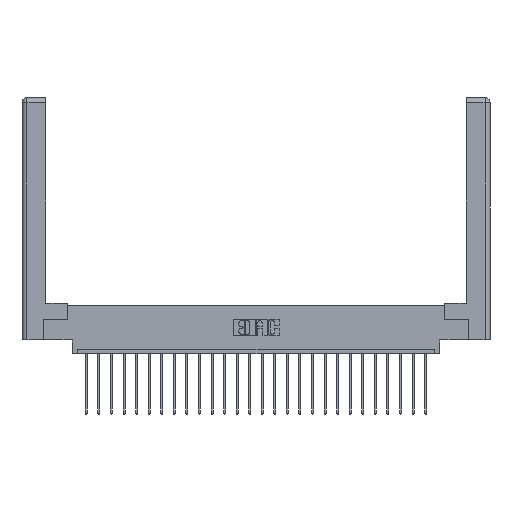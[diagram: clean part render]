
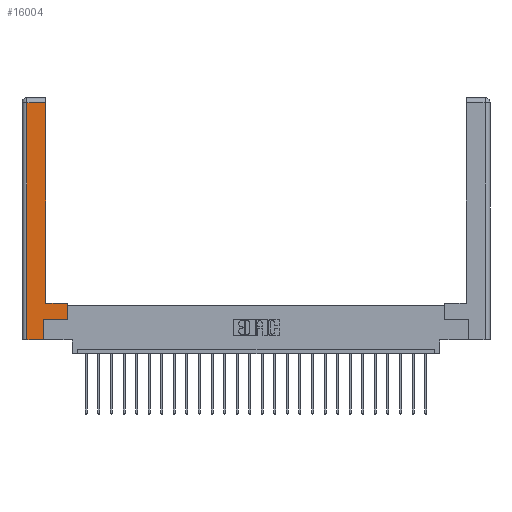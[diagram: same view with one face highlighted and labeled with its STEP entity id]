
A CAD part, top view. The second image highlights one B-rep face of the part: STEP entity #16004.
In plain terms, the highlighted planar face has unit normal (0, 0, 1).
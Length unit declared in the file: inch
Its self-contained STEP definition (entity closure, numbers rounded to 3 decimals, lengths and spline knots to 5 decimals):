
#66 = ORIENTED_EDGE ( 'NONE', *, *, #25347, .T. ) ;
#310 = LINE ( 'NONE', #19597, #7425 ) ;
#572 = DIRECTION ( 'NONE',  ( 0., 1., 0. ) ) ;
#1623 = VECTOR ( 'NONE', #572, 39.37008 ) ;
#1677 = LINE ( 'NONE', #23123, #10244 ) ;
#2128 = LINE ( 'NONE', #17117, #6726 ) ;
#2246 = VECTOR ( 'NONE', #17980, 39.37008 ) ;
#2837 = CARTESIAN_POINT ( 'NONE',  ( 0.295, 0.45, 0. ) ) ;
#4304 = CARTESIAN_POINT ( 'NONE',  ( 0., 0., 0. ) ) ;
#4731 = CARTESIAN_POINT ( 'NONE',  ( 0.295, 3., 0. ) ) ;
#4923 = CARTESIAN_POINT ( 'NONE',  ( 0.295, 0.45, 0. ) ) ;
#5536 = VERTEX_POINT ( 'NONE', #24366 ) ;
#5601 = CARTESIAN_POINT ( 'NONE',  ( 0.265, 0., 0. ) ) ;
#6269 = VECTOR ( 'NONE', #11845, 39.37008 ) ;
#6726 = VECTOR ( 'NONE', #25102, 39.37008 ) ;
#6880 = VECTOR ( 'NONE', #12635, 39.37008 ) ;
#6991 = ORIENTED_EDGE ( 'NONE', *, *, #22997, .T. ) ;
#7139 = LINE ( 'NONE', #4731, #1623 ) ;
#7408 = VERTEX_POINT ( 'NONE', #18330 ) ;
#7425 = VECTOR ( 'NONE', #21412, 39.37008 ) ;
#7731 = EDGE_CURVE ( 'NONE', #12743, #25389, #2128, .T. ) ;
#7819 = LINE ( 'NONE', #4923, #6880 ) ;
#7876 = AXIS2_PLACEMENT_3D ( 'NONE', #4304, #10079, #12103 ) ;
#9157 = DIRECTION ( 'NONE',  ( 0., 1., 0. ) ) ;
#9264 = VERTEX_POINT ( 'NONE', #2837 ) ;
#10073 = VERTEX_POINT ( 'NONE', #20045 ) ;
#10079 = DIRECTION ( 'NONE',  ( 0., 0., -1. ) ) ;
#10244 = VECTOR ( 'NONE', #11354, 39.37008 ) ;
#10450 = LINE ( 'NONE', #20915, #23667 ) ;
#10565 = CARTESIAN_POINT ( 'NONE',  ( 0.295, 2.94, 0. ) ) ;
#10755 = CARTESIAN_POINT ( 'NONE',  ( 0.0615, 2.94, 0. ) ) ;
#10758 = ORIENTED_EDGE ( 'NONE', *, *, #7731, .T. ) ;
#11354 = DIRECTION ( 'NONE',  ( 0., 1., 0. ) ) ;
#11845 = DIRECTION ( 'NONE',  ( 1., 0., 0. ) ) ;
#12103 = DIRECTION ( 'NONE',  ( -1., 0., 0. ) ) ;
#12635 = DIRECTION ( 'NONE',  ( -1., 0., 0. ) ) ;
#12743 = VERTEX_POINT ( 'NONE', #10755 ) ;
#12796 = EDGE_CURVE ( 'NONE', #10073, #5536, #10450, .T. ) ;
#13422 = PLANE ( 'NONE',  #7876 ) ;
#13818 = ORIENTED_EDGE ( 'NONE', *, *, #23036, .T. ) ;
#14035 = CARTESIAN_POINT ( 'NONE',  ( 0.565, 0.245, 0. ) ) ;
#14988 = VERTEX_POINT ( 'NONE', #10565 ) ;
#15570 = CARTESIAN_POINT ( 'NONE',  ( 0.0615, 0., 0. ) ) ;
#16004 = ADVANCED_FACE ( 'NONE', ( #25343 ), #13422, .F. ) ;
#16265 = EDGE_CURVE ( 'NONE', #5536, #9264, #7819, .T. ) ;
#16347 = LINE ( 'NONE', #14035, #2246 ) ;
#17117 = CARTESIAN_POINT ( 'NONE',  ( 0.0615, 0., 0. ) ) ;
#17676 = ORIENTED_EDGE ( 'NONE', *, *, #12796, .T. ) ;
#17980 = DIRECTION ( 'NONE',  ( 1., 0., 0. ) ) ;
#18228 = ORIENTED_EDGE ( 'NONE', *, *, #23860, .T. ) ;
#18330 = CARTESIAN_POINT ( 'NONE',  ( 0.265, 0.245, 0. ) ) ;
#19597 = CARTESIAN_POINT ( 'NONE',  ( 0.0615, 2.94, 0. ) ) ;
#20045 = CARTESIAN_POINT ( 'NONE',  ( 0.565, 0.245, 0. ) ) ;
#20703 = LINE ( 'NONE', #23623, #6269 ) ;
#20915 = CARTESIAN_POINT ( 'NONE',  ( 0.565, 0.45, 0. ) ) ;
#20970 = VERTEX_POINT ( 'NONE', #5601 ) ;
#21412 = DIRECTION ( 'NONE',  ( -1., 0., 0. ) ) ;
#21483 = ORIENTED_EDGE ( 'NONE', *, *, #16265, .T. ) ;
#22997 = EDGE_CURVE ( 'NONE', #20970, #7408, #1677, .T. ) ;
#23036 = EDGE_CURVE ( 'NONE', #25389, #20970, #20703, .T. ) ;
#23123 = CARTESIAN_POINT ( 'NONE',  ( 0.265, 0.245, 0. ) ) ;
#23623 = CARTESIAN_POINT ( 'NONE',  ( 0.265, 0., 0. ) ) ;
#23656 = ORIENTED_EDGE ( 'NONE', *, *, #24012, .T. ) ;
#23667 = VECTOR ( 'NONE', #9157, 39.37008 ) ;
#23860 = EDGE_CURVE ( 'NONE', #7408, #10073, #16347, .T. ) ;
#24012 = EDGE_CURVE ( 'NONE', #9264, #14988, #7139, .T. ) ;
#24366 = CARTESIAN_POINT ( 'NONE',  ( 0.565, 0.45, 0. ) ) ;
#25102 = DIRECTION ( 'NONE',  ( 0., -1., 0. ) ) ;
#25217 = EDGE_LOOP ( 'NONE', ( #23656, #66, #10758, #13818, #6991, #18228, #17676, #21483 ) ) ;
#25343 = FACE_OUTER_BOUND ( 'NONE', #25217, .T. ) ;
#25347 = EDGE_CURVE ( 'NONE', #14988, #12743, #310, .T. ) ;
#25389 = VERTEX_POINT ( 'NONE', #15570 ) ;
